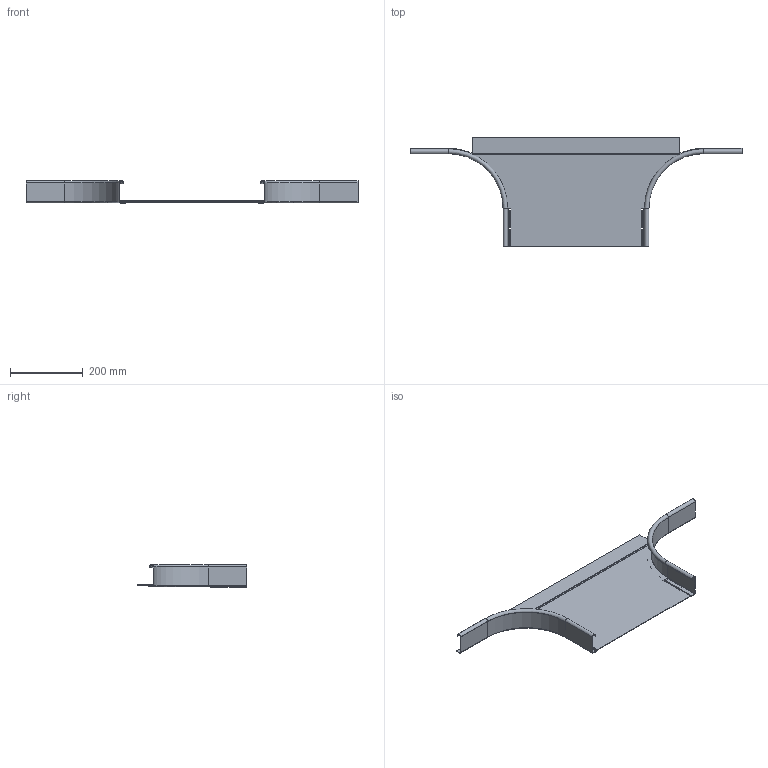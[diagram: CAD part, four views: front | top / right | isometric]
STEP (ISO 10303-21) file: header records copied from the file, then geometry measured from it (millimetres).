
FILE_DESCRIPTION (( 'STEP AP214' ), '1' );
FILE_NAME ('7136242.stp', '2016-11-29T08:02:43', ( '' ), ( '' ), 'SwSTEP 2.0', 'SolidWorks 2016', '' );
FILE_SCHEMA (( 'AUTOMOTIVE_DESIGN' ));
Length unit declared in the file: millimetre
Products named in the file (4): KTS 06.151-024_Innenholm links (R=150); KTS 06.151-023_Innenholm rechts (R=150); KTS 06.129-012_Bodenblech R=150 NB=400; 7136242
Assembly tree (3 placements, depth 2):
  7136242
    KTS 06.129-012_Bodenblech R=150 NB=400
    KTS 06.151-023_Innenholm rechts (R=150)
    KTS 06.151-024_Innenholm links (R=150)
Bounding box: 910 x 300 x 62 mm (x, y, z)
Volume: 302097.7 mm3; surface area: 434603.1 mm2
Topology: 3 solids, 3 shells, 168 faces, 382 edges, 220 vertices
Faces by surface type: plane 112, cylinder 48, torus 8
Entity records: 4728 total; most frequent: DIRECTION 830, CARTESIAN_POINT 776, ORIENTED_EDGE 764, EDGE_CURVE 382, VECTOR 282, LINE 282, AXIS2_PLACEMENT_3D 274, VERTEX_POINT 220
